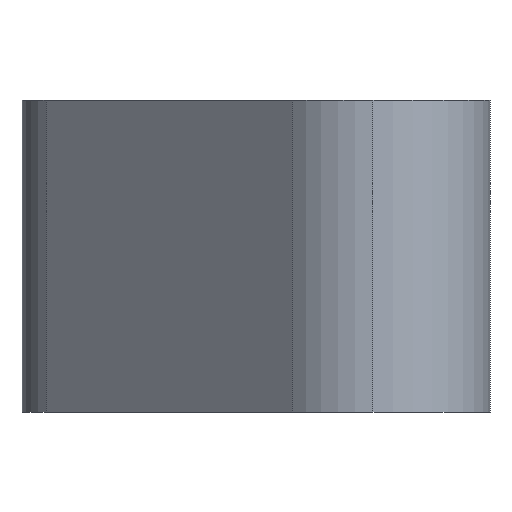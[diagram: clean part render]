
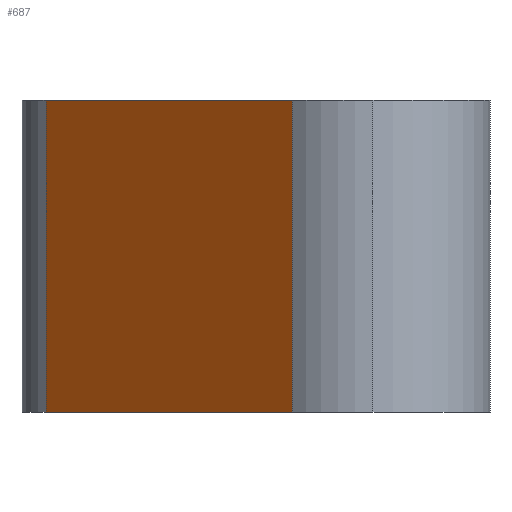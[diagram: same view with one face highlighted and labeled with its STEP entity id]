
A CAD part, left-side view. The second image highlights one B-rep face of the part: STEP entity #687.
In plain terms, the highlighted planar face has unit normal (-0.723, 0.691, 0).
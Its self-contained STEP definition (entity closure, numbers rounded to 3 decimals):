
#434 = VERTEX_POINT('',#435);
#435 = CARTESIAN_POINT('',(-0.692,1.445,0.508));
#442 = EDGE_CURVE('',#443,#434,#445,.T.);
#443 = VERTEX_POINT('',#444);
#444 = CARTESIAN_POINT('',(-1.457,0.644,0.508));
#445 = LINE('',#446,#447);
#446 = CARTESIAN_POINT('',(-1.457,0.644,0.508));
#447 = VECTOR('',#448,1.);
#448 = DIRECTION('',(0.691,0.723,0.));
#596 = VERTEX_POINT('',#597);
#597 = CARTESIAN_POINT('',(-1.457,0.644,-0.508));
#604 = EDGE_CURVE('',#596,#605,#607,.T.);
#605 = VERTEX_POINT('',#606);
#606 = CARTESIAN_POINT('',(-0.692,1.445,-0.508));
#607 = LINE('',#608,#609);
#608 = CARTESIAN_POINT('',(-1.457,0.644,-0.508));
#609 = VECTOR('',#610,1.);
#610 = DIRECTION('',(0.691,0.723,0.));
#662 = EDGE_CURVE('',#434,#605,#663,.T.);
#663 = LINE('',#664,#665);
#664 = CARTESIAN_POINT('',(-0.692,1.445,0.508));
#665 = VECTOR('',#666,1.);
#666 = DIRECTION('',(0.,0.,-1.));
#687 = ADVANCED_FACE('',(#688),#699,.F.);
#688 = FACE_BOUND('',#689,.T.);
#689 = EDGE_LOOP('',(#690,#696,#697,#698));
#690 = ORIENTED_EDGE('',*,*,#691,.F.);
#691 = EDGE_CURVE('',#443,#596,#692,.T.);
#692 = LINE('',#693,#694);
#693 = CARTESIAN_POINT('',(-1.457,0.644,0.508));
#694 = VECTOR('',#695,1.);
#695 = DIRECTION('',(0.,0.,-1.));
#696 = ORIENTED_EDGE('',*,*,#442,.T.);
#697 = ORIENTED_EDGE('',*,*,#662,.T.);
#698 = ORIENTED_EDGE('',*,*,#604,.F.);
#699 = PLANE('',#700);
#700 = AXIS2_PLACEMENT_3D('',#701,#702,#703);
#701 = CARTESIAN_POINT('',(-1.457,0.644,0.508));
#702 = DIRECTION('',(0.723,-0.691,0.));
#703 = DIRECTION('',(0.691,0.723,0.));
